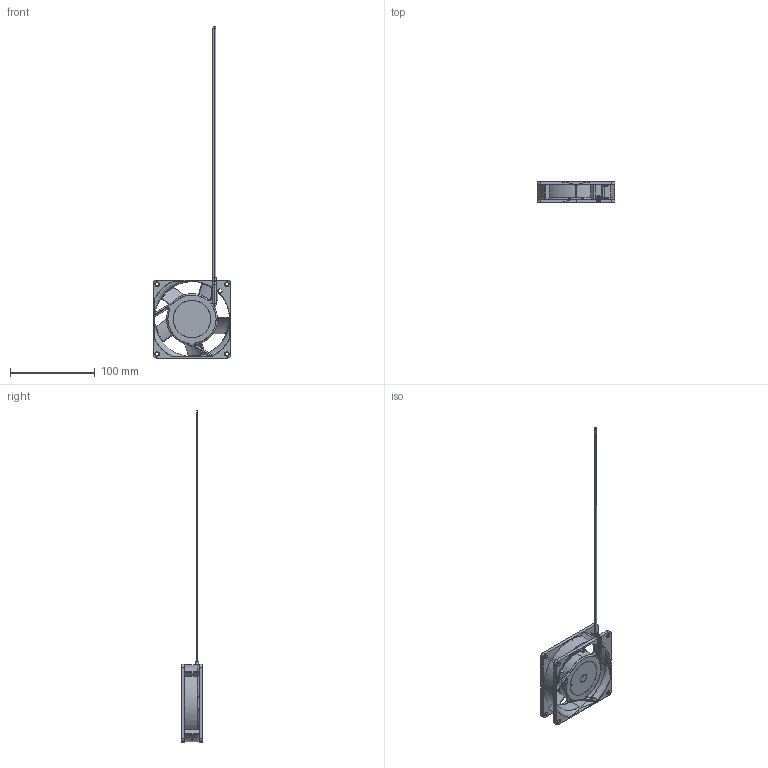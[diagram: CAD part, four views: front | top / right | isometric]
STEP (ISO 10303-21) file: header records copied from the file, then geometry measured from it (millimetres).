
FILE_DESCRIPTION(('FreeCAD Model'),'2;1');
FILE_NAME('OA92.stp','2019-06-24T15:02:28',( 'Author'),(''),'Open CASCADE STEP processor 7.3','FreeCAD','Unknown' );
FILE_SCHEMA(('AUTOMOTIVE_DESIGN { 1 0 10303 214 1 1 1 1 }'));
Products named in the file (1): OA92
Bounding box: 92 x 25.5 x 392.66 mm (x, y, z)
Surface area: 60924.2 mm2 (no closed solid volume)
Topology: 0 solids, 597 shells, 597 faces, 7710 edges, 7710 vertices
Faces by surface type: bspline 366, revolution 231
Entity records: 133068 total; most frequent: CARTESIAN_POINT 56867, B_SPLINE_CURVE_WITH_KNOTS 13138, ORIENTED_EDGE 7710, EDGE_CURVE 7710, VERTEX_POINT 7710, SURFACE_CURVE 7710, PCURVE 7710, DEFINITIONAL_REPRESENTATION 7710
